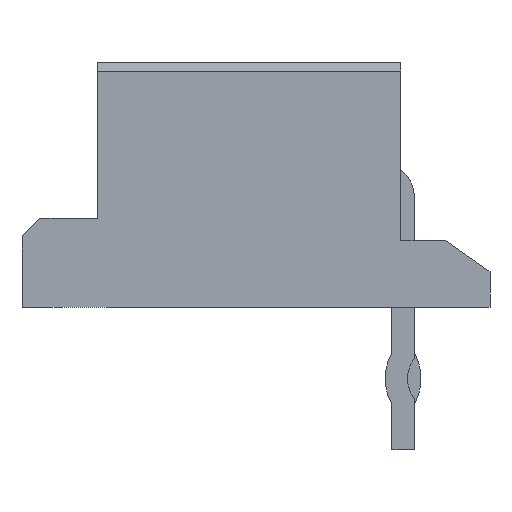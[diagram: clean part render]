
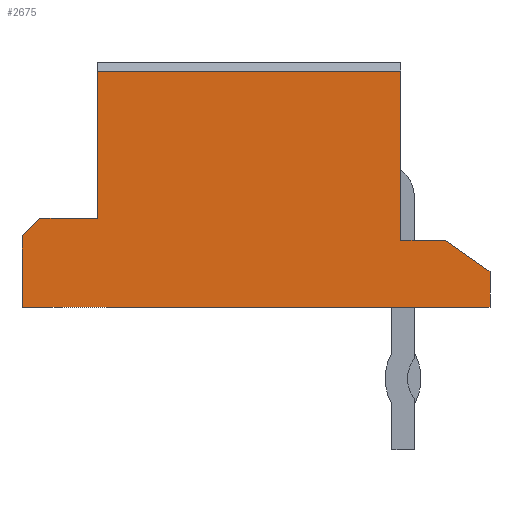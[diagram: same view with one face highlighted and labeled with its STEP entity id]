
A CAD part, left-side view. The second image highlights one B-rep face of the part: STEP entity #2675.
In plain terms, the highlighted planar face has unit normal (-1, 0, 0).
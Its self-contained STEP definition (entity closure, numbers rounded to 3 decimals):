
#1=DIRECTION('',(0.,-1.,0.));
#2=VECTOR('',#1,10.5);
#3=CARTESIAN_POINT('',(-5.15,4.25,-2.75));
#4=LINE('',#3,#2);
#65=DIRECTION('',(0.,-1.,0.));
#66=VECTOR('',#65,1.);
#67=CARTESIAN_POINT('',(-5.15,-4.25,-1.25));
#68=LINE('',#67,#66);
#69=DIRECTION('',(0.,-0.819,-0.573));
#70=VECTOR('',#69,1.221);
#71=CARTESIAN_POINT('',(-5.15,-5.25,-1.25));
#72=LINE('',#71,#70);
#73=DIRECTION('',(0.,0.,-1.));
#74=VECTOR('',#73,0.8);
#75=CARTESIAN_POINT('',(-5.15,-6.25,-1.95));
#76=LINE('',#75,#74);
#77=DIRECTION('',(0.,0.,1.));
#78=VECTOR('',#77,1.6);
#79=CARTESIAN_POINT('',(-5.15,4.25,-2.75));
#80=LINE('',#79,#78);
#81=DIRECTION('',(0.,0.707,-0.707));
#82=VECTOR('',#81,0.566);
#83=CARTESIAN_POINT('',(-5.15,3.85,-0.75));
#84=LINE('',#83,#82);
#85=DIRECTION('',(0.,1.,0.));
#86=VECTOR('',#85,1.3);
#87=CARTESIAN_POINT('',(-5.15,2.55,-0.75));
#88=LINE('',#87,#86);
#89=DIRECTION('',(0.,0.,-1.));
#90=VECTOR('',#89,3.3);
#91=CARTESIAN_POINT('',(-5.15,2.55,2.55));
#92=LINE('',#91,#90);
#93=DIRECTION('',(0.,-1.,0.));
#94=VECTOR('',#93,6.8);
#95=CARTESIAN_POINT('',(-5.15,2.55,2.55));
#96=LINE('',#95,#94);
#169=DIRECTION('',(0.,0.,1.));
#170=VECTOR('',#169,3.8);
#171=CARTESIAN_POINT('',(-5.15,-4.25,-1.25));
#172=LINE('',#171,#170);
#1975=CARTESIAN_POINT('',(-5.15,2.55,-0.75));
#1976=CARTESIAN_POINT('',(-5.15,3.85,-0.75));
#1977=VERTEX_POINT('',#1975);
#1978=VERTEX_POINT('',#1976);
#1983=CARTESIAN_POINT('',(-5.15,4.25,-2.75));
#1984=CARTESIAN_POINT('',(-5.15,4.25,-1.15));
#1985=VERTEX_POINT('',#1983);
#1986=VERTEX_POINT('',#1984);
#2221=CARTESIAN_POINT('',(-5.15,-5.25,-1.25));
#2222=CARTESIAN_POINT('',(-5.15,-6.25,-1.95));
#2223=VERTEX_POINT('',#2221);
#2224=VERTEX_POINT('',#2222);
#2225=CARTESIAN_POINT('',(-5.15,-6.25,-2.75));
#2226=VERTEX_POINT('',#2225);
#2237=CARTESIAN_POINT('',(-5.15,-4.25,-1.25));
#2238=VERTEX_POINT('',#2237);
#2536=CARTESIAN_POINT('',(-5.15,-4.25,2.55));
#2538=VERTEX_POINT('',#2536);
#2539=CARTESIAN_POINT('',(-5.15,2.55,2.55));
#2540=VERTEX_POINT('',#2539);
#2649=CARTESIAN_POINT('',(-5.15,4.25,-2.75));
#2650=DIRECTION('',(-1.,0.,0.));
#2651=DIRECTION('',(0.,-1.,0.));
#2652=AXIS2_PLACEMENT_3D('',#2649,#2650,#2651);
#2653=PLANE('',#2652);
#2655=ORIENTED_EDGE('',*,*,#2654,.F.);
#2657=ORIENTED_EDGE('',*,*,#2656,.T.);
#2659=ORIENTED_EDGE('',*,*,#2658,.T.);
#2661=ORIENTED_EDGE('',*,*,#2660,.T.);
#2662=ORIENTED_EDGE('',*,*,#2610,.F.);
#2664=ORIENTED_EDGE('',*,*,#2663,.T.);
#2666=ORIENTED_EDGE('',*,*,#2665,.F.);
#2668=ORIENTED_EDGE('',*,*,#2667,.F.);
#2670=ORIENTED_EDGE('',*,*,#2669,.F.);
#2672=ORIENTED_EDGE('',*,*,#2671,.T.);
#2673=EDGE_LOOP('',(#2655,#2657,#2659,#2661,#2662,#2664,#2666,#2668,#2670,
#2672));
#2674=FACE_OUTER_BOUND('',#2673,.F.);
#2675=ADVANCED_FACE('',(#2674),#2653,.T.);
#2610=EDGE_CURVE('',#1985,#2226,#4,.T.);
#2654=EDGE_CURVE('',#2238,#2538,#172,.T.);
#2656=EDGE_CURVE('',#2238,#2223,#68,.T.);
#2658=EDGE_CURVE('',#2223,#2224,#72,.T.);
#2660=EDGE_CURVE('',#2224,#2226,#76,.T.);
#2663=EDGE_CURVE('',#1985,#1986,#80,.T.);
#2665=EDGE_CURVE('',#1978,#1986,#84,.T.);
#2667=EDGE_CURVE('',#1977,#1978,#88,.T.);
#2669=EDGE_CURVE('',#2540,#1977,#92,.T.);
#2671=EDGE_CURVE('',#2540,#2538,#96,.T.);
